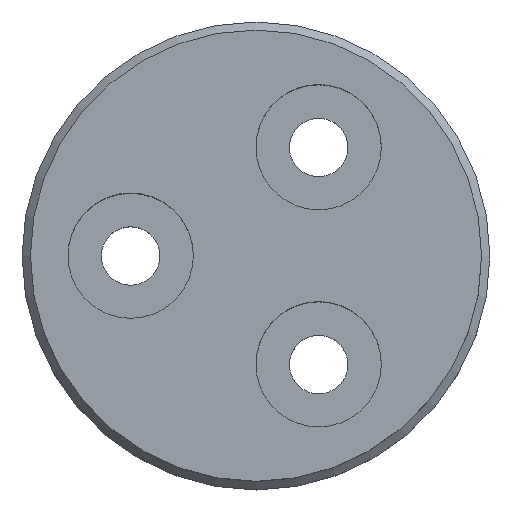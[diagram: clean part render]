
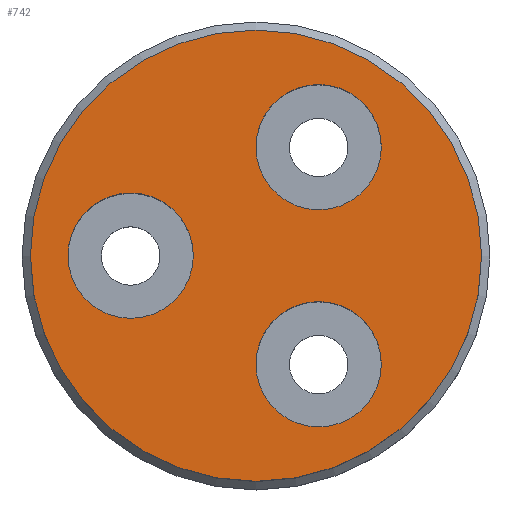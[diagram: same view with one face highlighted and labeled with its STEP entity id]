
A CAD part, top view. The second image highlights one B-rep face of the part: STEP entity #742.
In plain terms, the highlighted planar face has unit normal (0, 0, 1).
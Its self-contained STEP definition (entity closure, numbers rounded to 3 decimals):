
#561=PLANE('',#4039);
#742=ADVANCED_FACE('',(#950,#951,#952,#953),#561,.F.);
#950=FACE_BOUND('',#1162,.T.);
#951=FACE_BOUND('',#1163,.T.);
#952=FACE_BOUND('',#1164,.T.);
#953=FACE_BOUND('',#1165,.T.);
#1162=EDGE_LOOP('',(#2045));
#1163=EDGE_LOOP('',(#2046));
#1164=EDGE_LOOP('',(#2047));
#1165=EDGE_LOOP('',(#2048));
#2045=ORIENTED_EDGE('',*,*,#3112,.F.);
#2046=ORIENTED_EDGE('',*,*,#3113,.F.);
#2047=ORIENTED_EDGE('',*,*,#3114,.F.);
#2048=ORIENTED_EDGE('',*,*,#3115,.F.);
#2586=VERTEX_POINT('',#6371);
#2587=VERTEX_POINT('',#6373);
#2588=VERTEX_POINT('',#6375);
#2589=VERTEX_POINT('',#6377);
#3112=EDGE_CURVE('',#2586,#2586,#3478,.T.);
#3113=EDGE_CURVE('',#2587,#2587,#3479,.T.);
#3114=EDGE_CURVE('',#2588,#2588,#3480,.T.);
#3115=EDGE_CURVE('',#2589,#2589,#3481,.T.);
#3478=CIRCLE('',#4035,3.75);
#3479=CIRCLE('',#4036,3.75);
#3480=CIRCLE('',#4037,3.75);
#3481=CIRCLE('',#4038,13.5);
#4035=AXIS2_PLACEMENT_3D('',#6370,#5281,#5282);
#4036=AXIS2_PLACEMENT_3D('',#6372,#5283,#5284);
#4037=AXIS2_PLACEMENT_3D('',#6374,#5285,#5286);
#4038=AXIS2_PLACEMENT_3D('',#6376,#5287,#5288);
#4039=AXIS2_PLACEMENT_3D('',#6378,#5289,#5290);
#5281=DIRECTION('',(0.,0.,1.));
#5282=DIRECTION('',(-1.,0.,0.));
#5283=DIRECTION('',(0.,0.,1.));
#5284=DIRECTION('',(-1.,0.,0.));
#5285=DIRECTION('',(0.,0.,1.));
#5286=DIRECTION('',(-1.,0.,0.));
#5287=DIRECTION('',(0.,0.,-1.));
#5288=DIRECTION('',(-1.,0.,0.));
#5289=DIRECTION('',(0.,0.,-1.));
#5290=DIRECTION('',(-1.,0.,0.));
#6370=CARTESIAN_POINT('',(3.75,6.495,8.5));
#6371=CARTESIAN_POINT('',(0.,6.495,8.5));
#6372=CARTESIAN_POINT('',(3.75,-6.495,8.5));
#6373=CARTESIAN_POINT('',(0.,-6.495,8.5));
#6374=CARTESIAN_POINT('',(-7.5,0.,8.5));
#6375=CARTESIAN_POINT('',(-11.25,0.,8.5));
#6376=CARTESIAN_POINT('',(0.,0.,8.5));
#6377=CARTESIAN_POINT('',(-13.5,0.,8.5));
#6378=CARTESIAN_POINT('',(0.,0.,8.5));
